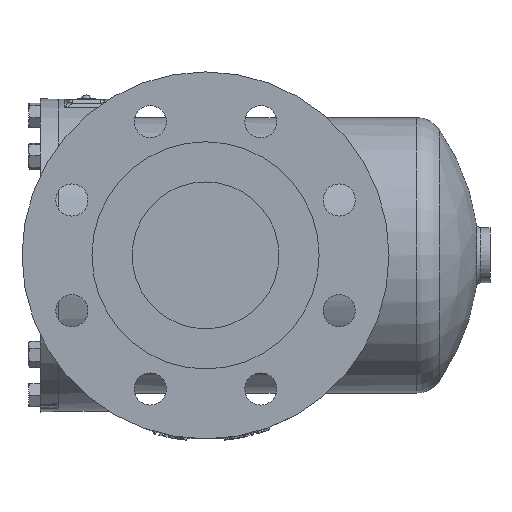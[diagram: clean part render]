
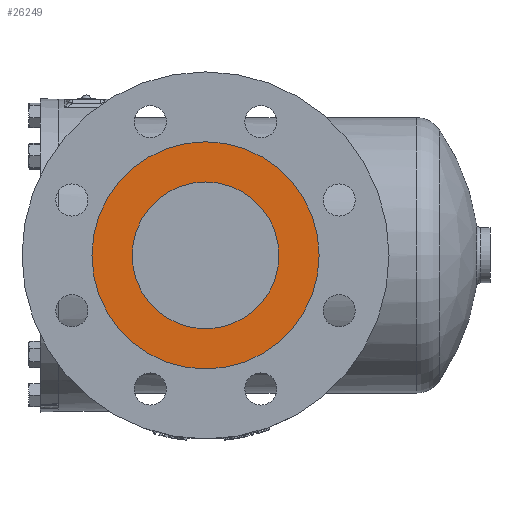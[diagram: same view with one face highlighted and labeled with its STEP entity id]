
A CAD part, left-side view. The second image highlights one B-rep face of the part: STEP entity #26249.
In plain terms, the highlighted planar face has unit normal (-1, 0, 0).
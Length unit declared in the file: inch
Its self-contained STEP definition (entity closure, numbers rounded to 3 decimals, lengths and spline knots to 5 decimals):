
#950 = DIRECTION ( 'NONE',  ( 0., 0., -1. ) ) ;
#1372 = CARTESIAN_POINT ( 'NONE',  ( -7.25, 0., 0. ) ) ;
#2852 = ORIENTED_EDGE ( 'NONE', *, *, #30104, .F. ) ;
#3341 = CIRCLE ( 'NONE', #11634, 2. ) ;
#3353 = EDGE_LOOP ( 'NONE', ( #2852, #27295 ) ) ;
#3477 = DIRECTION ( 'NONE',  ( 1., 0., 0. ) ) ;
#5621 = DIRECTION ( 'NONE',  ( 0., 0., -1. ) ) ;
#6001 = PLANE ( 'NONE',  #9474 ) ;
#7990 = DIRECTION ( 'NONE',  ( -1., 0., 0. ) ) ;
#9474 = AXIS2_PLACEMENT_3D ( 'NONE', #22938, #52472, #27199 ) ;
#10962 = VERTEX_POINT ( 'NONE', #48569 ) ;
#11634 = AXIS2_PLACEMENT_3D ( 'NONE', #51502, #26217, #950 ) ;
#12399 = VERTEX_POINT ( 'NONE', #28352 ) ;
#15893 = CIRCLE ( 'NONE', #47060, 3.095 ) ;
#17587 = FACE_OUTER_BOUND ( 'NONE', #3353, .T. ) ;
#17841 = ORIENTED_EDGE ( 'NONE', *, *, #39708, .F. ) ;
#19724 = EDGE_LOOP ( 'NONE', ( #23949, #17841 ) ) ;
#22247 = EDGE_CURVE ( 'NONE', #12399, #40610, #54622, .T. ) ;
#22938 = CARTESIAN_POINT ( 'NONE',  ( -7.25, 3.095, 0. ) ) ;
#23733 = AXIS2_PLACEMENT_3D ( 'NONE', #33243, #7990, #37495 ) ;
#23949 = ORIENTED_EDGE ( 'NONE', *, *, #54402, .F. ) ;
#26217 = DIRECTION ( 'NONE',  ( -1., 0., 0. ) ) ;
#26249 = ADVANCED_FACE ( 'NONE', ( #52580, #17587 ), #6001, .F. ) ;
#27199 = DIRECTION ( 'NONE',  ( 0., 0., -1. ) ) ;
#27295 = ORIENTED_EDGE ( 'NONE', *, *, #22247, .F. ) ;
#28352 = CARTESIAN_POINT ( 'NONE',  ( -7.25, 0., 3.095 ) ) ;
#28732 = CARTESIAN_POINT ( 'NONE',  ( -7.25, 0., 0. ) ) ;
#30104 = EDGE_CURVE ( 'NONE', #40610, #12399, #15893, .T. ) ;
#30861 = DIRECTION ( 'NONE',  ( 1., 0., 0. ) ) ;
#32960 = DIRECTION ( 'NONE',  ( 0., 0., -1. ) ) ;
#33243 = CARTESIAN_POINT ( 'NONE',  ( -7.25, 0., 0. ) ) ;
#33284 = CARTESIAN_POINT ( 'NONE',  ( -7.25, 0., -3.095 ) ) ;
#37495 = DIRECTION ( 'NONE',  ( 0., 0., -1. ) ) ;
#37627 = CARTESIAN_POINT ( 'NONE',  ( -7.25, 0., 2. ) ) ;
#39708 = EDGE_CURVE ( 'NONE', #46045, #10962, #44165, .T. ) ;
#40610 = VERTEX_POINT ( 'NONE', #33284 ) ;
#44165 = CIRCLE ( 'NONE', #23733, 2. ) ;
#45405 = AXIS2_PLACEMENT_3D ( 'NONE', #28732, #3477, #32960 ) ;
#46045 = VERTEX_POINT ( 'NONE', #37627 ) ;
#47060 = AXIS2_PLACEMENT_3D ( 'NONE', #1372, #30861, #5621 ) ;
#48569 = CARTESIAN_POINT ( 'NONE',  ( -7.25, 0., -2. ) ) ;
#51502 = CARTESIAN_POINT ( 'NONE',  ( -7.25, 0., 0. ) ) ;
#52472 = DIRECTION ( 'NONE',  ( 1., 0., 0. ) ) ;
#52580 = FACE_BOUND ( 'NONE', #19724, .T. ) ;
#54402 = EDGE_CURVE ( 'NONE', #10962, #46045, #3341, .T. ) ;
#54622 = CIRCLE ( 'NONE', #45405, 3.095 ) ;
